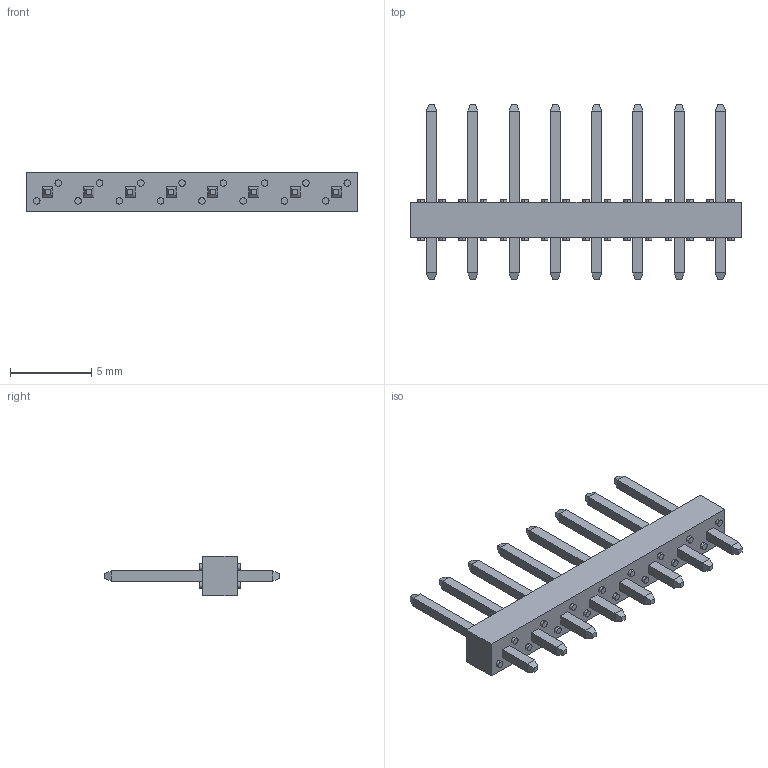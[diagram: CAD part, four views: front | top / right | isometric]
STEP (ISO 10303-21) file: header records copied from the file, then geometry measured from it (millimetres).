
FILE_DESCRIPTION (( 'STEP AP214' ), '1' );
FILE_NAME ('68000108.STEP', '2022-01-31T12:32:58', ( '' ), ( '' ), 'SwSTEP 2.0', 'SolidWorks 2020', '' );
FILE_SCHEMA (( 'AUTOMOTIVE_DESIGN' ));
Length unit declared in the file: millimetre
Products named in the file (1): 68000108
Bounding box: 20.32 x 10.8 x 2.4 mm (x, y, z)
Volume: 131.2 mm3; surface area: 452.2 mm2
Topology: 9 solids, 9 shells, 246 faces, 524 edges, 328 vertices
Faces by surface type: plane 182, cylinder 64
Entity records: 7740 total; most frequent: DIRECTION 1146, CARTESIAN_POINT 1099, ORIENTED_EDGE 1048, EDGE_CURVE 524, LINE 396, VECTOR 396, AXIS2_PLACEMENT_3D 375, VERTEX_POINT 328
